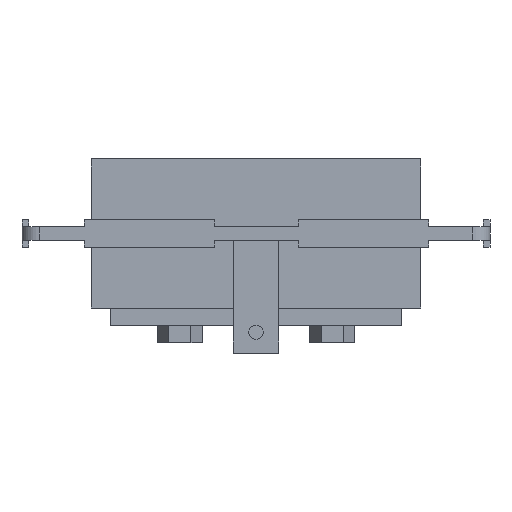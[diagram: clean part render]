
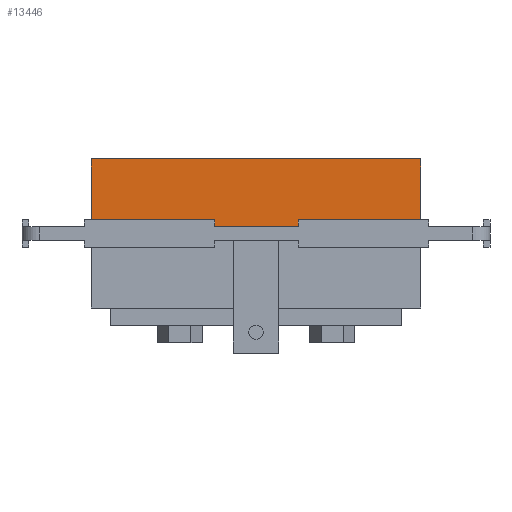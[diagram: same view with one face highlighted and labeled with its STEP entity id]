
A CAD part, front view. The second image highlights one B-rep face of the part: STEP entity #13446.
In plain terms, the highlighted planar face has unit normal (0, -1, 0).
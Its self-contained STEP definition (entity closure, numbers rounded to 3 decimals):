
#949=FACE_OUTER_BOUND('',#1765,.T.);
#1765=EDGE_LOOP('',(#11145,#11146,#11147,#11148));
#3225=LINE('',#21351,#4439);
#3479=LINE('',#22621,#4693);
#3499=LINE('',#22666,#4713);
#3500=LINE('',#22667,#4714);
#4439=VECTOR('',#17935,10.);
#4693=VECTOR('',#18385,10.);
#4713=VECTOR('',#18439,10.);
#4714=VECTOR('',#18440,10.);
#5541=VERTEX_POINT('',#21349);
#5542=VERTEX_POINT('',#21350);
#5761=VERTEX_POINT('',#22614);
#5764=VERTEX_POINT('',#22619);
#7217=EDGE_CURVE('',#5541,#5542,#3225,.T.);
#7553=EDGE_CURVE('',#5764,#5761,#3479,.T.);
#7573=EDGE_CURVE('',#5541,#5761,#3499,.T.);
#7574=EDGE_CURVE('',#5542,#5764,#3500,.T.);
#11145=ORIENTED_EDGE('',*,*,#7217,.F.);
#11146=ORIENTED_EDGE('',*,*,#7573,.T.);
#11147=ORIENTED_EDGE('',*,*,#7553,.F.);
#11148=ORIENTED_EDGE('',*,*,#7574,.F.);
#11899=PLANE('',#14721);
#13446=ADVANCED_FACE('',(#949),#11899,.T.);
#14721=AXIS2_PLACEMENT_3D('',#22665,#18437,#18438);
#17935=DIRECTION('',(-1.,0.,0.));
#18385=DIRECTION('',(1.,0.,0.));
#18437=DIRECTION('center_axis',(0.,-1.,0.));
#18438=DIRECTION('ref_axis',(1.,0.,0.));
#18439=DIRECTION('',(0.,0.,1.));
#18440=DIRECTION('',(0.,0.,1.));
#21349=CARTESIAN_POINT('',(47.5,-100.5,4.));
#21350=CARTESIAN_POINT('',(-47.5,-100.5,4.));
#21351=CARTESIAN_POINT('',(-23.75,-100.5,4.));
#22614=CARTESIAN_POINT('',(47.5,-100.5,23.5));
#22619=CARTESIAN_POINT('',(-47.5,-100.5,23.5));
#22621=CARTESIAN_POINT('',(-47.5,-100.5,23.5));
#22665=CARTESIAN_POINT('Origin',(-47.5,-100.5,4.));
#22666=CARTESIAN_POINT('',(47.5,-100.5,4.));
#22667=CARTESIAN_POINT('',(-47.5,-100.5,4.));
